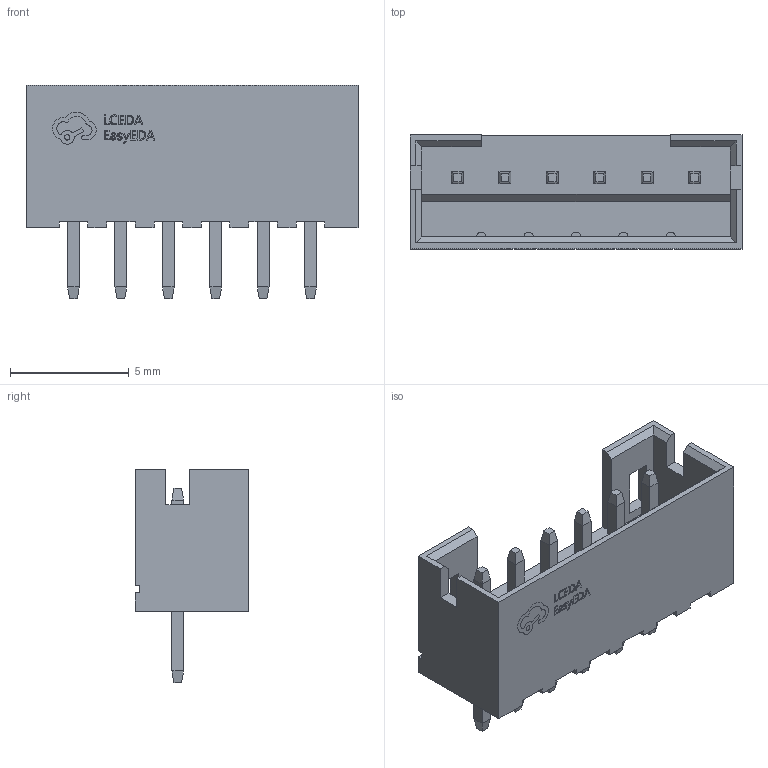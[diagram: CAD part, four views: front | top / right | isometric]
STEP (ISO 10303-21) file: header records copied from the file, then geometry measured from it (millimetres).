
FILE_DESCRIPTION(/* description */ ('Designed by EasyEDA Pro'),/* implementation_level */ '2;1');
FILE_NAME(/* name */ 'PH_2.00_1X6P_LH.step',/* time_stamp */ '2025-04-09T10:07:03+08:00',/* author */ (''),/* organization */ (''),/* preprocessor_version */ 'ST-DEVELOPER v20.1',/* originating_system */ 'Autodesk Translation Framework v14.4.0.0',/* authorisation */ '');
FILE_SCHEMA (('AUTOMOTIVE_DESIGN { 1 0 10303 214 3 1 1 }'));
Length unit declared in the file: millimetre
Products named in the file (4): xm3k-PCBModel; xm3k-Board; xm3k-U1-CONN-TH_6P-P2.00_PH2.0-6P; COMPOUND
Assembly tree (3 placements, depth 3):
  xm3k-PCBModel
    xm3k-Board
    xm3k-U1-CONN-TH_6P-P2.00_PH2.0-6P
      COMPOUND
Bounding box: 14 x 4.8 x 9 mm (x, y, z)
Volume: 179.6 mm3; surface area: 528.8 mm2
Topology: 14 solids, 14 shells, 471 faces, 1235 edges, 806 vertices
Faces by surface type: plane 354, bspline 112, cylinder 5
Entity records: 16066 total; most frequent: CARTESIAN_POINT 4365, ORIENTED_EDGE 2470, DIRECTION 1921, EDGE_CURVE 1235, LINE 1001, VECTOR 1001, VERTEX_POINT 806, EDGE_LOOP 501
